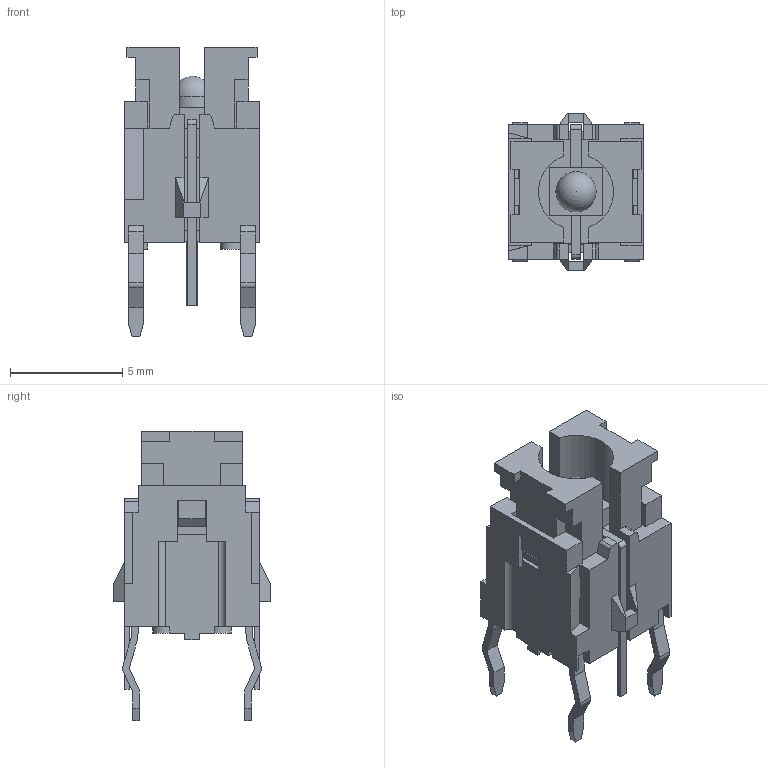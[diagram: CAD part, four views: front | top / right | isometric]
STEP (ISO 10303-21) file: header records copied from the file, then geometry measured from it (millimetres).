
FILE_DESCRIPTION(/* description */ ('STEP AP214'),/* implementation_level */ '2;1');
FILE_NAME(/* name */ 'ILS TB180 10',/* time_stamp */ '2024-09-27T23:57:10+02:00',/* author */ ('License CC BY-ND 4.0'),/* organization */ ('CADENAS'),/* preprocessor_version */ 'ST-DEVELOPER v19.3',/* originating_system */ 'PARTsolutions',/* authorisation */ ' ');
FILE_SCHEMA (('AUTOMOTIVE_DESIGN {1 0 10303 214 3 1 1}'));
Length unit declared in the file: millimetre
Products named in the file (12): ILS TB180 10; ILS TB180 10_PART1; ILS TB180 10_PART2; ILS TB180 10_PART3; ILS TB180 10_PART4; ILS TB180 10_PART5; ILS TB180 10_PART6; ILS TB180 10_PART7; ILS TB180 10_PART8; ILS TB180 10_PART9; ILS TB180 10_PART10; ILS TB180 10_PART11
Assembly tree (11 placements, depth 2):
  ILS TB180 10
    ILS TB180 10_PART1
    ILS TB180 10_PART2
    ILS TB180 10_PART3
    ILS TB180 10_PART4
    ILS TB180 10_PART5
    ILS TB180 10_PART6
    ILS TB180 10_PART7
    ILS TB180 10_PART8
    ILS TB180 10_PART9
    ILS TB180 10_PART10
    ILS TB180 10_PART11
Bounding box: 6 x 7 x 12.9 mm (x, y, z)
Volume: 224 mm3; surface area: 525.5 mm2
Topology: 11 solids, 11 shells, 431 faces, 1213 edges, 799 vertices
Faces by surface type: plane 342, cylinder 88, sphere 1
Full cylindrical faces by diameter (mm): 0.5 x1, 1 x2, 1.2 x1, 1.8 x1
Entity records: 13942 total; most frequent: CARTESIAN_POINT 2493, ORIENTED_EDGE 2404, DIRECTION 2240, EDGE_CURVE 1202, LINE 1014, VECTOR 1014, VERTEX_POINT 794, AXIS2_PLACEMENT_3D 613
